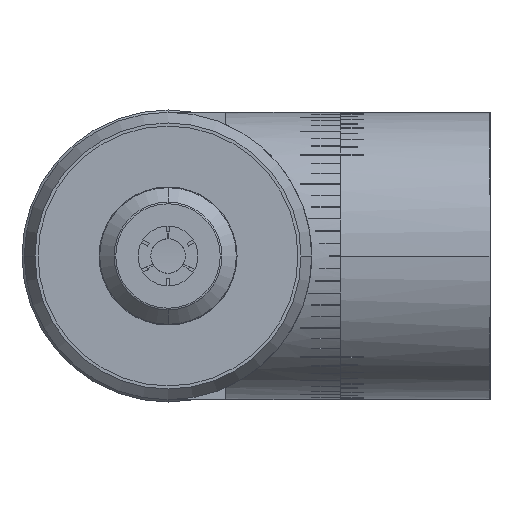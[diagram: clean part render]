
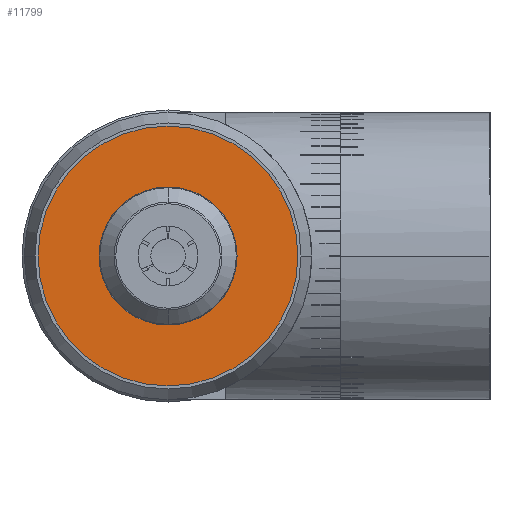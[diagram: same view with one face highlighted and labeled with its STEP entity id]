
A CAD part, left-side view. The second image highlights one B-rep face of the part: STEP entity #11799.
In plain terms, the highlighted planar face has unit normal (-1, 0, 0).
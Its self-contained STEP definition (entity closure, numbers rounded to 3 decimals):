
#4523 = CARTESIAN_POINT ( 'NONE',  ( -71., 0., -11.3 ) ) ;
#4621 = CARTESIAN_POINT ( 'NONE',  ( -71., 0., 11.3 ) ) ;
#4657 = DIRECTION ( 'NONE',  ( 0., 0., 1. ) ) ;
#4658 = DIRECTION ( 'NONE',  ( -1., 0., 0. ) ) ;
#4659 = CARTESIAN_POINT ( 'NONE',  ( -71., 0., 0. ) ) ;
#4660 = AXIS2_PLACEMENT_3D ( 'NONE', #4659, #4658, #4657 ) ;
#4661 = AXIS2_PLACEMENT_3D ( 'NONE', #4662, #4685, #4684 ) ;
#4662 = CARTESIAN_POINT ( 'NONE',  ( -71., 0., 0. ) ) ;
#4663 = CIRCLE ( 'NONE', #4660, 11.3 ) ;
#4664 = DIRECTION ( 'NONE',  ( 0., 0., 1. ) ) ;
#4665 = DIRECTION ( 'NONE',  ( -1., 0., 0. ) ) ;
#4666 = CIRCLE ( 'NONE', #4661, 5.3 ) ;
#4667 = DIRECTION ( 'NONE',  ( 0., 0., 1. ) ) ;
#4669 = CIRCLE ( 'NONE', #4738, 11.3 ) ;
#4670 = CARTESIAN_POINT ( 'NONE',  ( -71., 0., 0. ) ) ;
#4671 = CARTESIAN_POINT ( 'NONE',  ( -71., 0., 0. ) ) ;
#4684 = DIRECTION ( 'NONE',  ( 0., 0., 1. ) ) ;
#4685 = DIRECTION ( 'NONE',  ( -1., 0., 0. ) ) ;
#4738 = AXIS2_PLACEMENT_3D ( 'NONE', #4670, #4665, #4664 ) ;
#4745 = AXIS2_PLACEMENT_3D ( 'NONE', #4671, #4822, #4667 ) ;
#4746 = DIRECTION ( 'NONE',  ( 0., 0., 1. ) ) ;
#4747 = DIRECTION ( 'NONE',  ( -1., 0., 0. ) ) ;
#4748 = FACE_OUTER_BOUND ( 'NONE', #11786, .T. ) ;
#4749 = AXIS2_PLACEMENT_3D ( 'NONE', #4758, #4747, #4746 ) ;
#4750 = CARTESIAN_POINT ( 'NONE',  ( -71., 0., 5.3 ) ) ;
#4751 = CARTESIAN_POINT ( 'NONE',  ( -71., 0., -5.3 ) ) ;
#4752 = PLANE ( 'NONE',  #4745 ) ;
#4758 = CARTESIAN_POINT ( 'NONE',  ( -71., 0., 0. ) ) ;
#4769 = CIRCLE ( 'NONE', #4749, 5.3 ) ;
#4821 = FACE_BOUND ( 'NONE', #11790, .T. ) ;
#4822 = DIRECTION ( 'NONE',  ( -1., 0., 0. ) ) ;
#11571 = ORIENTED_EDGE ( 'NONE', *, *, #11804, .F. ) ;
#11605 = VERTEX_POINT ( 'NONE', #4621 ) ;
#11610 = VERTEX_POINT ( 'NONE', #4523 ) ;
#11782 = EDGE_CURVE ( 'NONE', #11783, #11784, #4769, .T. ) ;
#11783 = VERTEX_POINT ( 'NONE', #4751 ) ;
#11784 = VERTEX_POINT ( 'NONE', #4750 ) ;
#11786 = EDGE_LOOP ( 'NONE', ( #11800, #11797 ) ) ;
#11790 = EDGE_LOOP ( 'NONE', ( #11808, #11571 ) ) ;
#11797 = ORIENTED_EDGE ( 'NONE', *, *, #11801, .T. ) ;
#11799 = ADVANCED_FACE ( 'NONE', ( #4748, #4821 ), #4752, .T. ) ;
#11800 = ORIENTED_EDGE ( 'NONE', *, *, #11802, .T. ) ;
#11801 = EDGE_CURVE ( 'NONE', #11610, #11605, #4669, .T. ) ;
#11802 = EDGE_CURVE ( 'NONE', #11605, #11610, #4663, .T. ) ;
#11804 = EDGE_CURVE ( 'NONE', #11784, #11783, #4666, .T. ) ;
#11808 = ORIENTED_EDGE ( 'NONE', *, *, #11782, .F. ) ;
